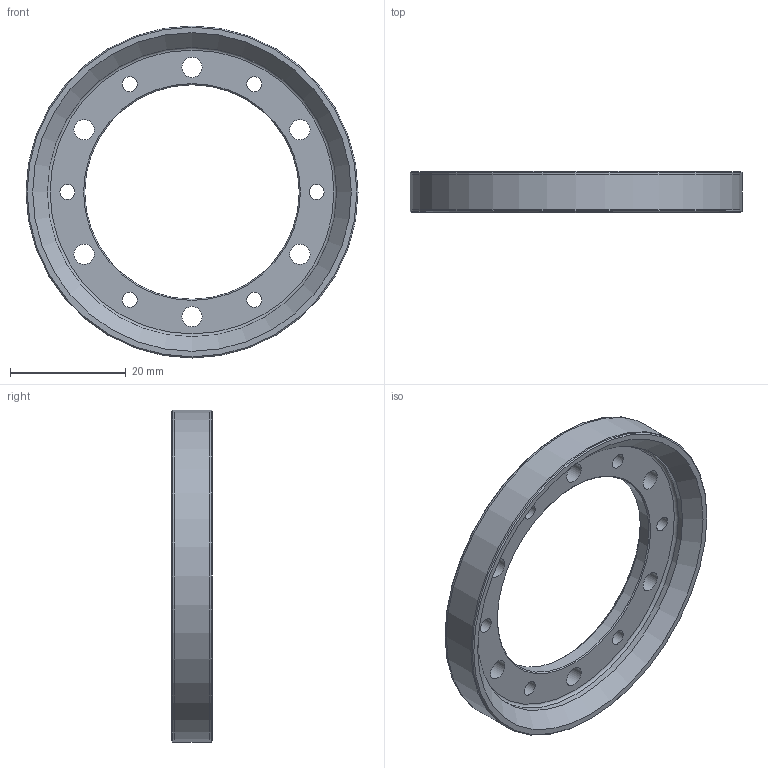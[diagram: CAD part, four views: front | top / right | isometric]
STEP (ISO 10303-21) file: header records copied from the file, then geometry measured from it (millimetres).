
FILE_DESCRIPTION(/* description */ (''),/* implementation_level */ '2;1');
FILE_NAME(/* name */ 'N_9559_3152_01_A.stp',/* time_stamp */ '2012-11-20T10:13:53+00:00',/* author */ (''),/* organization */ (''),/* preprocessor_version */ 'ST-DEVELOPER v11',/* originating_system */ 'SIEMENS PLM Software NX 7.5',/* authorisation */ '');
FILE_SCHEMA (('AUTOMOTIVE_DESIGN { 1 0 10303 214 1 1 1 1 }'));
Length unit declared in the file: millimetre
Products named in the file (1): mw13CC69ry7t
Bounding box: 57.3 x 7 x 57.3 mm (x, y, z)
Volume: 6161.8 mm3; surface area: 6129.2 mm2
Topology: 1 solids, 2 shells, 25 faces, 84 edges, 62 vertices
Faces by surface type: cylinder 16, cone 5, plane 3, torus 1
Full cylindrical faces by diameter (mm): 2.6 x6, 3.5 x6, 37.02 x1, 50 x1, 57.3 x2
Entity records: 824 total; most frequent: DIRECTION 152, CARTESIAN_POINT 114, AXIS2_PLACEMENT_3D 76, FACE_BOUND 74, EDGE_LOOP 74, ORIENTED_EDGE 74, CIRCLE 50, VERTEX_POINT 38
